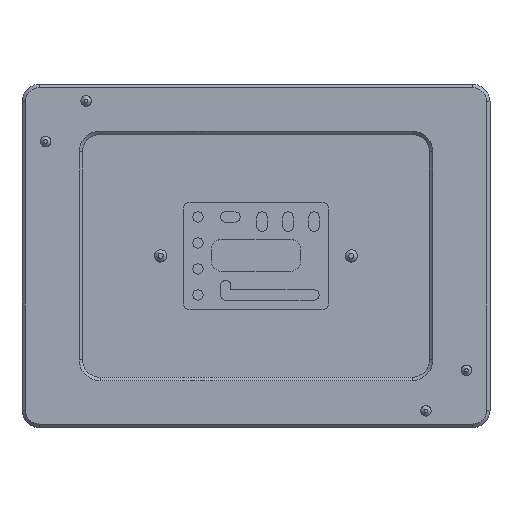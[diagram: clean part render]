
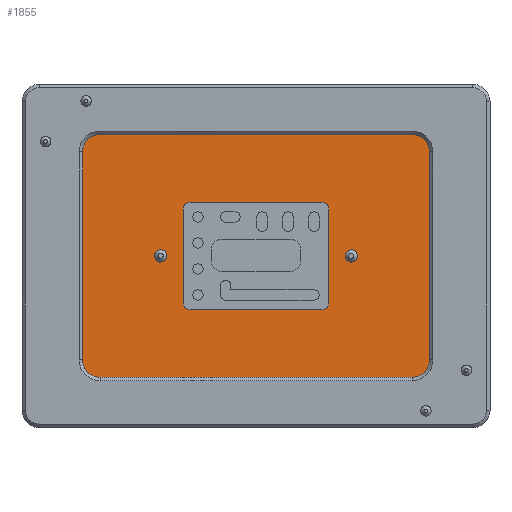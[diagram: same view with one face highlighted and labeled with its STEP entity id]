
A CAD part, top view. The second image highlights one B-rep face of the part: STEP entity #1855.
In plain terms, the highlighted planar face has unit normal (0, 0, 1).
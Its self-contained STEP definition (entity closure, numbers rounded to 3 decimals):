
#130=LINE('',#2906,#277);
#134=LINE('',#2914,#281);
#137=LINE('',#2920,#284);
#140=LINE('',#2926,#287);
#189=LINE('',#3075,#336);
#190=LINE('',#3080,#337);
#191=LINE('',#3084,#338);
#192=LINE('',#3088,#339);
#277=VECTOR('',#2276,1000.);
#281=VECTOR('',#2282,1000.);
#284=VECTOR('',#2287,1000.);
#287=VECTOR('',#2292,1000.);
#336=VECTOR('',#2465,1000.);
#337=VECTOR('',#2468,1000.);
#338=VECTOR('',#2471,1000.);
#339=VECTOR('',#2474,1000.);
#606=ORIENTED_EDGE('',*,*,#1015,.T.);
#607=ORIENTED_EDGE('',*,*,#1016,.T.);
#608=ORIENTED_EDGE('',*,*,#951,.F.);
#609=ORIENTED_EDGE('',*,*,#1017,.T.);
#610=ORIENTED_EDGE('',*,*,#941,.F.);
#611=ORIENTED_EDGE('',*,*,#1018,.T.);
#612=ORIENTED_EDGE('',*,*,#945,.F.);
#613=ORIENTED_EDGE('',*,*,#1019,.T.);
#614=ORIENTED_EDGE('',*,*,#948,.F.);
#615=ORIENTED_EDGE('',*,*,#1020,.T.);
#616=ORIENTED_EDGE('',*,*,#1021,.T.);
#617=ORIENTED_EDGE('',*,*,#1022,.T.);
#618=ORIENTED_EDGE('',*,*,#1023,.T.);
#619=ORIENTED_EDGE('',*,*,#1024,.T.);
#620=ORIENTED_EDGE('',*,*,#1025,.T.);
#621=ORIENTED_EDGE('',*,*,#1026,.T.);
#622=ORIENTED_EDGE('',*,*,#1027,.T.);
#623=ORIENTED_EDGE('',*,*,#1028,.T.);
#941=EDGE_CURVE('',#1188,#1189,#130,.T.);
#945=EDGE_CURVE('',#1190,#1191,#134,.T.);
#948=EDGE_CURVE('',#1192,#1193,#137,.T.);
#951=EDGE_CURVE('',#1194,#1195,#140,.T.);
#1015=EDGE_CURVE('',#1231,#1231,#1351,.T.);
#1016=EDGE_CURVE('',#1232,#1232,#1352,.T.);
#1017=EDGE_CURVE('',#1194,#1189,#1353,.F.);
#1018=EDGE_CURVE('',#1188,#1191,#1354,.F.);
#1019=EDGE_CURVE('',#1190,#1193,#1355,.F.);
#1020=EDGE_CURVE('',#1192,#1195,#1356,.F.);
#1021=EDGE_CURVE('',#1233,#1234,#189,.T.);
#1022=EDGE_CURVE('',#1234,#1235,#1357,.T.);
#1023=EDGE_CURVE('',#1235,#1236,#190,.T.);
#1024=EDGE_CURVE('',#1236,#1237,#1358,.T.);
#1025=EDGE_CURVE('',#1237,#1238,#191,.T.);
#1026=EDGE_CURVE('',#1238,#1239,#1359,.T.);
#1027=EDGE_CURVE('',#1239,#1240,#192,.T.);
#1028=EDGE_CURVE('',#1240,#1233,#1360,.T.);
#1188=VERTEX_POINT('',#2907);
#1189=VERTEX_POINT('',#2908);
#1190=VERTEX_POINT('',#2913);
#1191=VERTEX_POINT('',#2915);
#1192=VERTEX_POINT('',#2919);
#1193=VERTEX_POINT('',#2921);
#1194=VERTEX_POINT('',#2925);
#1195=VERTEX_POINT('',#2927);
#1231=VERTEX_POINT('',#3068);
#1232=VERTEX_POINT('',#3070);
#1233=VERTEX_POINT('',#3076);
#1234=VERTEX_POINT('',#3077);
#1235=VERTEX_POINT('',#3079);
#1236=VERTEX_POINT('',#3081);
#1237=VERTEX_POINT('',#3083);
#1238=VERTEX_POINT('',#3085);
#1239=VERTEX_POINT('',#3087);
#1240=VERTEX_POINT('',#3089);
#1351=CIRCLE('',#2056,1.5);
#1352=CIRCLE('',#2057,1.5);
#1353=CIRCLE('',#2058,2.);
#1354=CIRCLE('',#2059,2.);
#1355=CIRCLE('',#2060,2.);
#1356=CIRCLE('',#2061,2.);
#1357=CIRCLE('',#2062,5.);
#1358=CIRCLE('',#2063,5.);
#1359=CIRCLE('',#2064,5.);
#1360=CIRCLE('',#2065,5.);
#1472=EDGE_LOOP('',(#606));
#1473=EDGE_LOOP('',(#607));
#1474=EDGE_LOOP('',(#608,#609,#610,#611,#612,#613,#614,#615));
#1475=EDGE_LOOP('',(#616,#617,#618,#619,#620,#621,#622,#623));
#1637=FACE_BOUND('',#1472,.T.);
#1638=FACE_BOUND('',#1473,.T.);
#1639=FACE_BOUND('',#1474,.T.);
#1640=FACE_BOUND('',#1475,.T.);
#1773=PLANE('',#2055);
#1855=ADVANCED_FACE('',(#1637,#1638,#1639,#1640),#1773,.T.);
#2055=AXIS2_PLACEMENT_3D('',#3066,#2451,#2452);
#2056=AXIS2_PLACEMENT_3D('',#3067,#2453,#2454);
#2057=AXIS2_PLACEMENT_3D('',#3069,#2455,#2456);
#2058=AXIS2_PLACEMENT_3D('',#3071,#2457,#2458);
#2059=AXIS2_PLACEMENT_3D('',#3072,#2459,#2460);
#2060=AXIS2_PLACEMENT_3D('',#3073,#2461,#2462);
#2061=AXIS2_PLACEMENT_3D('',#3074,#2463,#2464);
#2062=AXIS2_PLACEMENT_3D('',#3078,#2466,#2467);
#2063=AXIS2_PLACEMENT_3D('',#3082,#2469,#2470);
#2064=AXIS2_PLACEMENT_3D('',#3086,#2472,#2473);
#2065=AXIS2_PLACEMENT_3D('',#3090,#2475,#2476);
#2276=DIRECTION('',(0.,-1.,0.));
#2282=DIRECTION('',(-1.,0.,0.));
#2287=DIRECTION('',(0.,1.,0.));
#2292=DIRECTION('',(1.,0.,0.));
#2451=DIRECTION('',(0.,0.,1.));
#2452=DIRECTION('',(1.,0.,0.));
#2453=DIRECTION('',(0.,0.,-1.));
#2454=DIRECTION('',(0.,-1.,0.));
#2455=DIRECTION('',(0.,0.,-1.));
#2456=DIRECTION('',(0.,-1.,0.));
#2457=DIRECTION('',(0.,0.,1.));
#2458=DIRECTION('',(1.,0.,0.));
#2459=DIRECTION('',(0.,0.,1.));
#2460=DIRECTION('',(1.,0.,0.));
#2461=DIRECTION('',(0.,0.,1.));
#2462=DIRECTION('',(1.,0.,0.));
#2463=DIRECTION('',(0.,0.,1.));
#2464=DIRECTION('',(1.,0.,0.));
#2465=DIRECTION('',(0.,1.,0.));
#2466=DIRECTION('',(0.,0.,1.));
#2467=DIRECTION('',(1.,0.,0.));
#2468=DIRECTION('',(-1.,0.,0.));
#2469=DIRECTION('',(0.,0.,1.));
#2470=DIRECTION('',(1.,0.,0.));
#2471=DIRECTION('',(0.,-1.,0.));
#2472=DIRECTION('',(0.,0.,1.));
#2473=DIRECTION('',(1.,0.,0.));
#2474=DIRECTION('',(1.,0.,0.));
#2475=DIRECTION('',(0.,0.,1.));
#2476=DIRECTION('',(1.,0.,0.));
#2906=CARTESIAN_POINT('',(-21.,15.5,16.));
#2907=CARTESIAN_POINT('',(-21.,13.5,16.));
#2908=CARTESIAN_POINT('',(-21.,-13.5,16.));
#2913=CARTESIAN_POINT('',(19.,15.5,16.));
#2914=CARTESIAN_POINT('',(21.,15.5,16.));
#2915=CARTESIAN_POINT('',(-19.,15.5,16.));
#2919=CARTESIAN_POINT('',(21.,-13.5,16.));
#2920=CARTESIAN_POINT('',(21.,-15.5,16.));
#2921=CARTESIAN_POINT('',(21.,13.5,16.));
#2925=CARTESIAN_POINT('',(-19.,-15.5,16.));
#2926=CARTESIAN_POINT('',(-21.,-15.5,16.));
#2927=CARTESIAN_POINT('',(19.,-15.5,16.));
#3066=CARTESIAN_POINT('',(50.,35.,16.));
#3067=CARTESIAN_POINT('',(-27.5,0.,16.));
#3068=CARTESIAN_POINT('',(-27.5,-1.5,16.));
#3069=CARTESIAN_POINT('',(27.5,0.,16.));
#3070=CARTESIAN_POINT('',(27.5,-1.5,16.));
#3071=CARTESIAN_POINT('',(-19.,-13.5,16.));
#3072=CARTESIAN_POINT('',(-19.,13.5,16.));
#3073=CARTESIAN_POINT('',(19.,13.5,16.));
#3074=CARTESIAN_POINT('',(19.,-13.5,16.));
#3075=CARTESIAN_POINT('',(50.,-35.,16.));
#3076=CARTESIAN_POINT('',(50.,-30.,16.));
#3077=CARTESIAN_POINT('',(50.,30.,16.));
#3078=CARTESIAN_POINT('',(45.,30.,16.));
#3079=CARTESIAN_POINT('',(45.,35.,16.));
#3080=CARTESIAN_POINT('',(50.,35.,16.));
#3081=CARTESIAN_POINT('',(-45.,35.,16.));
#3082=CARTESIAN_POINT('',(-45.,30.,16.));
#3083=CARTESIAN_POINT('',(-50.,30.,16.));
#3084=CARTESIAN_POINT('',(-50.,35.,16.));
#3085=CARTESIAN_POINT('',(-50.,-30.,16.));
#3086=CARTESIAN_POINT('',(-45.,-30.,16.));
#3087=CARTESIAN_POINT('',(-45.,-35.,16.));
#3088=CARTESIAN_POINT('',(-50.,-35.,16.));
#3089=CARTESIAN_POINT('',(45.,-35.,16.));
#3090=CARTESIAN_POINT('',(45.,-30.,16.));
